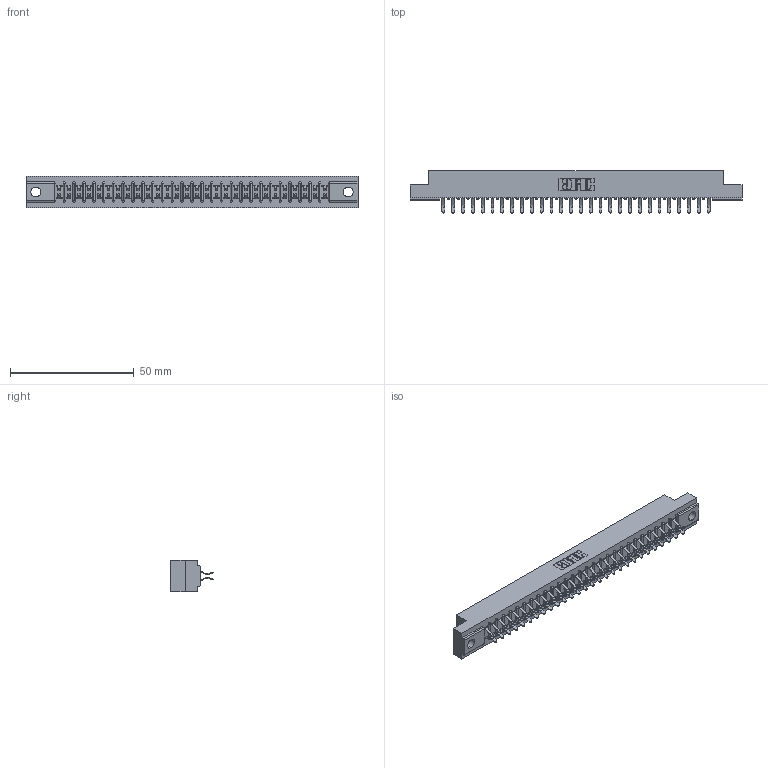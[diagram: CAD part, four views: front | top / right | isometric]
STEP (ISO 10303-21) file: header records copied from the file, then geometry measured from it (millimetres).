
FILE_DESCRIPTION (( 'STEP AP203' ), '1' );
FILE_NAME ('357-056-556-204.STEP', '2018-08-11T18:01:00', ( '' ), ( '' ), 'SwSTEP 2.0', 'SolidWorks 2016', '' );
FILE_SCHEMA (( 'CONFIG_CONTROL_DESIGN' ));
Length unit declared in the file: inch
Products named in the file (3): 307 Part_.156 Dia Mounting Holes; 307-290-001_556; 357-056-556-204
Assembly tree (57 placements, depth 2):
  357-056-556-204
    307 Part_.156 Dia Mounting Holes
    307-290-001_556  x56
Bounding box: 133.96 x 16.97 x 12.7 mm (x, y, z)
Volume: 14029.7 mm3; surface area: 16569.5 mm2
Topology: 57 solids, 57 shells, 2961 faces, 8311 edges, 5386 vertices
Faces by surface type: plane 1932, cylinder 971, sphere 58
Entity records: 27148 total; most frequent: CARTESIAN_POINT 4450, ORIENTED_EDGE 4406, DIRECTION 4357, EDGE_CURVE 2203, LINE 1691, VECTOR 1691, VERTEX_POINT 1426, AXIS2_PLACEMENT_3D 1333
